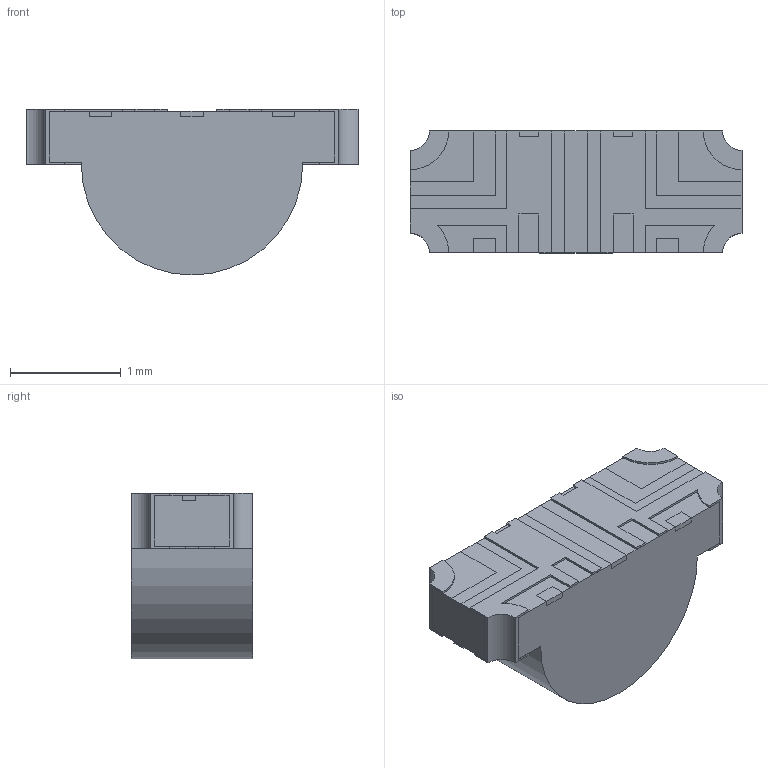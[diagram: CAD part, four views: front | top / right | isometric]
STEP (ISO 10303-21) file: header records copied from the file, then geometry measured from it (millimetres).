
FILE_DESCRIPTION (( 'STEP AP214' ), '1' );
FILE_NAME ('EASV3015RGBA0.STEP', '2021-05-25T18:43:08', ( '' ), ( '' ), 'SwSTEP 2.0', 'SolidWorks 2017', '' );
FILE_SCHEMA (( 'AUTOMOTIVE_DESIGN' ));
Length unit declared in the file: millimetre
Products named in the file (1): EASV3015RGBA0
Bounding box: 3 x 1.1 x 1.5 mm (x, y, z)
Volume: 3.3 mm3; surface area: 21.7 mm2
Topology: 12 solids, 12 shells, 176 faces, 456 edges, 304 vertices
Faces by surface type: plane 149, cylinder 27
Entity records: 5447 total; most frequent: CARTESIAN_POINT 937, ORIENTED_EDGE 912, DIRECTION 864, EDGE_CURVE 456, VECTOR 402, LINE 402, VERTEX_POINT 304, AXIS2_PLACEMENT_3D 231
